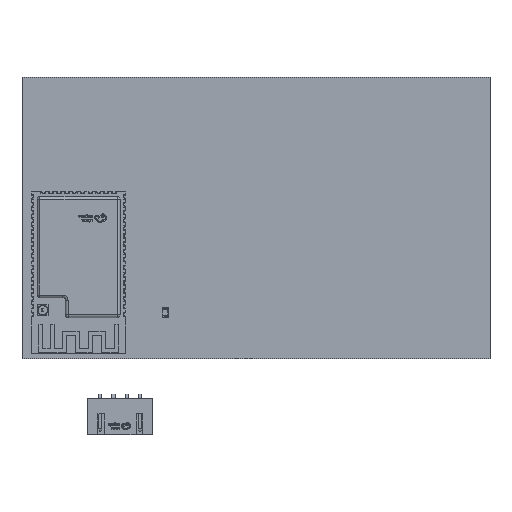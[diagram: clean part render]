
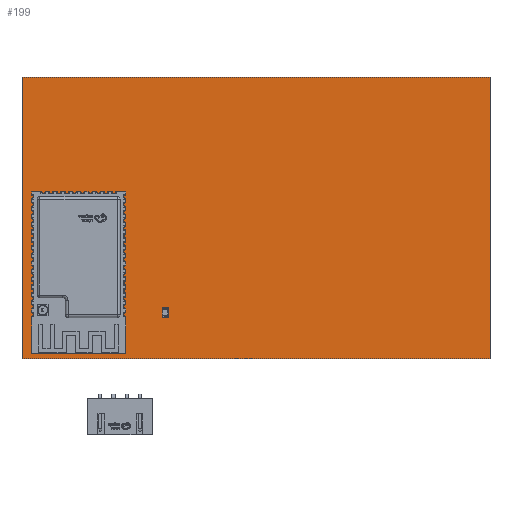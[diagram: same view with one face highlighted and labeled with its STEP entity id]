
A CAD part, top view. The second image highlights one B-rep face of the part: STEP entity #199.
In plain terms, the highlighted planar face has unit normal (0, 0, 1).
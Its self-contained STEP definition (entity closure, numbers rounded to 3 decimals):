
#70 = VERTEX_POINT('',#71);
#71 = CARTESIAN_POINT('',(0.14,53.835,1.6)
  );
#77 = EDGE_CURVE('',#70,#78,#80,.T.);
#78 = VERTEX_POINT('',#79);
#79 = CARTESIAN_POINT('',(89.649,53.835,1.6
    ));
#80 = LINE('',#81,#82);
#81 = CARTESIAN_POINT('',(0.14,53.835,1.6)
  );
#82 = VECTOR('',#83,1.);
#83 = DIRECTION('',(1.,0.,0.));
#108 = EDGE_CURVE('',#78,#109,#111,.T.);
#109 = VERTEX_POINT('',#110);
#110 = CARTESIAN_POINT('',(89.649,0.013,
    1.6));
#111 = LINE('',#112,#113);
#112 = CARTESIAN_POINT('',(89.649,53.835,
    1.6));
#113 = VECTOR('',#114,1.);
#114 = DIRECTION('',(0.,-1.,0.));
#139 = EDGE_CURVE('',#109,#140,#142,.T.);
#140 = VERTEX_POINT('',#141);
#141 = CARTESIAN_POINT('',(0.14,0.013,
    1.6));
#142 = LINE('',#143,#144);
#143 = CARTESIAN_POINT('',(89.649,0.013,
    1.6));
#144 = VECTOR('',#145,1.);
#145 = DIRECTION('',(-1.,0.,0.));
#170 = EDGE_CURVE('',#140,#70,#171,.T.);
#171 = LINE('',#172,#173);
#172 = CARTESIAN_POINT('',(0.14,0.013,
    1.6));
#173 = VECTOR('',#174,1.);
#174 = DIRECTION('',(0.,1.,0.));
#199 = ADVANCED_FACE('',(#200),#206,.F.);
#200 = FACE_BOUND('',#201,.F.);
#201 = EDGE_LOOP('',(#202,#203,#204,#205));
#202 = ORIENTED_EDGE('',*,*,#77,.T.);
#203 = ORIENTED_EDGE('',*,*,#108,.T.);
#204 = ORIENTED_EDGE('',*,*,#139,.T.);
#205 = ORIENTED_EDGE('',*,*,#170,.T.);
#206 = PLANE('',#207);
#207 = AXIS2_PLACEMENT_3D('',#208,#209,#210);
#208 = CARTESIAN_POINT('',(44.895,26.924,1.6
    ));
#209 = DIRECTION('',(-0.,-0.,-1.));
#210 = DIRECTION('',(-1.,0.,0.));
